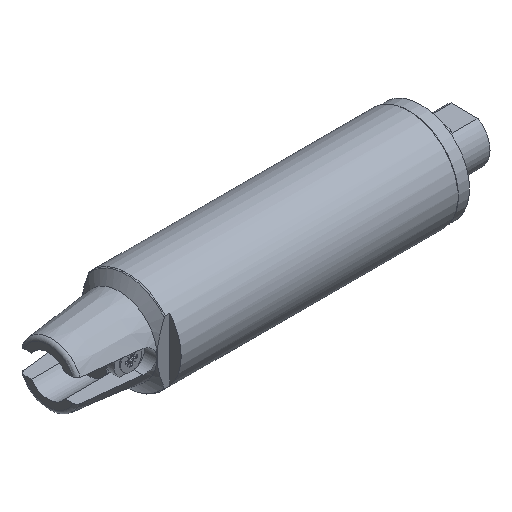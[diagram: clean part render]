
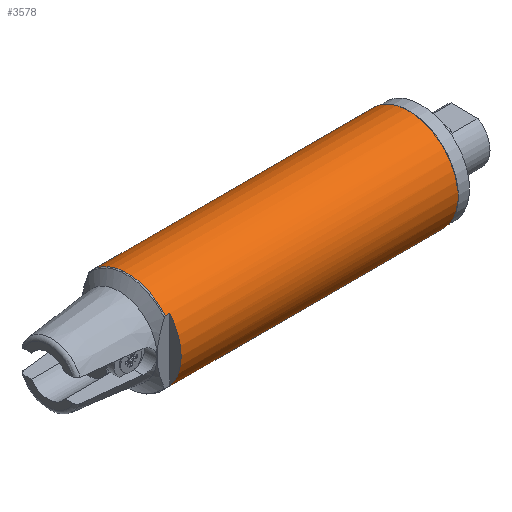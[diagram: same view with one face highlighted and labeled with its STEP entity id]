
A CAD part, isometric view. The second image highlights one B-rep face of the part: STEP entity #3578.
In plain terms, the highlighted cylindrical face has radius 19.5 mm (diameter 39 mm), a full revolution.
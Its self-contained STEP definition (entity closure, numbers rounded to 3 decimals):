
#813=CARTESIAN_POINT('',(-86.,-15.,12.46));
#814=VERTEX_POINT('',#813);
#815=CARTESIAN_POINT('',(-86.,-15.,-12.46));
#816=VERTEX_POINT('',#815);
#817=CARTESIAN_POINT('',(-86.,0.,0.));
#818=DIRECTION('',(1.0,0.0,0.0));
#819=DIRECTION('',(0.0,0.0,-1.0));
#820=AXIS2_PLACEMENT_3D('',#817,#818,#819);
#821=CIRCLE('',#820,19.5);
#822=EDGE_CURVE('',#814,#816,#821,.T.);
#838=CARTESIAN_POINT('',(-87.732,-15.,12.46));
#839=VERTEX_POINT('',#838);
#840=CARTESIAN_POINT('',(-87.732,-15.,12.46));
#841=DIRECTION('',(1.0,0.0,0.0));
#842=VECTOR('',#841,1.732);
#843=LINE('',#840,#842);
#844=EDGE_CURVE('',#839,#814,#843,.T.);
#887=CARTESIAN_POINT('',(-87.732,-15.,-12.46));
#888=VERTEX_POINT('',#887);
#900=CARTESIAN_POINT('',(-86.,-15.,-12.46));
#901=DIRECTION('',(-1.0,0.0,0.0));
#902=VECTOR('',#901,1.732);
#903=LINE('',#900,#902);
#904=EDGE_CURVE('',#816,#888,#903,.T.);
#915=CARTESIAN_POINT('',(-86.,15.,-12.46));
#916=VERTEX_POINT('',#915);
#917=CARTESIAN_POINT('',(-86.,15.,12.46));
#918=VERTEX_POINT('',#917);
#919=CARTESIAN_POINT('',(-86.,0.,0.));
#920=DIRECTION('',(1.0,0.0,0.0));
#921=DIRECTION('',(0.0,0.0,-1.0));
#922=AXIS2_PLACEMENT_3D('',#919,#920,#921);
#923=CIRCLE('',#922,19.5);
#924=EDGE_CURVE('',#916,#918,#923,.T.);
#940=CARTESIAN_POINT('',(-87.732,15.,-12.46));
#941=VERTEX_POINT('',#940);
#942=CARTESIAN_POINT('',(-87.732,15.,-12.46));
#943=DIRECTION('',(1.0,0.0,0.0));
#944=VECTOR('',#943,1.732);
#945=LINE('',#942,#944);
#946=EDGE_CURVE('',#941,#916,#945,.T.);
#989=CARTESIAN_POINT('',(-87.732,15.,12.46));
#990=VERTEX_POINT('',#989);
#1002=CARTESIAN_POINT('',(-86.,15.,12.46));
#1003=DIRECTION('',(-1.0,0.0,0.0));
#1004=VECTOR('',#1003,1.732);
#1005=LINE('',#1002,#1004);
#1006=EDGE_CURVE('',#918,#990,#1005,.T.);
#1044=CARTESIAN_POINT('',(-87.732,0.,0.));
#1045=DIRECTION('',(-1.0,0.0,0.0));
#1046=DIRECTION('',(0.0,0.0,-1.0));
#1047=AXIS2_PLACEMENT_3D('',#1044,#1045,#1046);
#1048=CIRCLE('',#1047,19.5);
#1049=EDGE_CURVE('',#941,#888,#1048,.T.);
#1060=CARTESIAN_POINT('',(-87.732,0.,0.));
#1061=DIRECTION('',(-1.0,0.0,0.0));
#1062=DIRECTION('',(0.0,0.0,-1.0));
#1063=AXIS2_PLACEMENT_3D('',#1060,#1061,#1062);
#1064=CIRCLE('',#1063,19.5);
#1065=EDGE_CURVE('',#839,#990,#1064,.T.);
#3537=CARTESIAN_POINT('',(23.5,19.446,-1.448));
#3538=VERTEX_POINT('',#3537);
#3539=CARTESIAN_POINT('',(23.5,0.,0.));
#3540=DIRECTION('',(1.0,0.,0.));
#3541=DIRECTION('',(0.,0.997,-0.074));
#3542=AXIS2_PLACEMENT_3D('',#3539,#3540,#3541);
#3543=CIRCLE('',#3542,19.5);
#3544=EDGE_CURVE('',#3538,#3538,#3543,.T.);
#3560=CARTESIAN_POINT('',(-30.75,0.,0.));
#3561=DIRECTION('',(1.0,0.,0.));
#3562=DIRECTION('',(0.,0.997,-0.074));
#3563=AXIS2_PLACEMENT_3D('',#3560,#3561,#3562);
#3564=CYLINDRICAL_SURFACE('',#3563,19.5);
#3565=ORIENTED_EDGE('',*,*,#844,.T.);
#3566=ORIENTED_EDGE('',*,*,#822,.T.);
#3567=ORIENTED_EDGE('',*,*,#904,.T.);
#3568=ORIENTED_EDGE('',*,*,#1049,.F.);
#3569=ORIENTED_EDGE('',*,*,#946,.T.);
#3570=ORIENTED_EDGE('',*,*,#924,.T.);
#3571=ORIENTED_EDGE('',*,*,#1006,.T.);
#3572=ORIENTED_EDGE('',*,*,#1065,.F.);
#3573=EDGE_LOOP('',(#3565,#3566,#3567,#3568,#3569,#3570,#3571,#3572));
#3574=FACE_OUTER_BOUND('',#3573,.T.);
#3575=ORIENTED_EDGE('',*,*,#3544,.F.);
#3576=EDGE_LOOP('',(#3575));
#3577=FACE_BOUND('',#3576,.T.);
#3578=ADVANCED_FACE('',(#3574,#3577),#3564,.T.);
